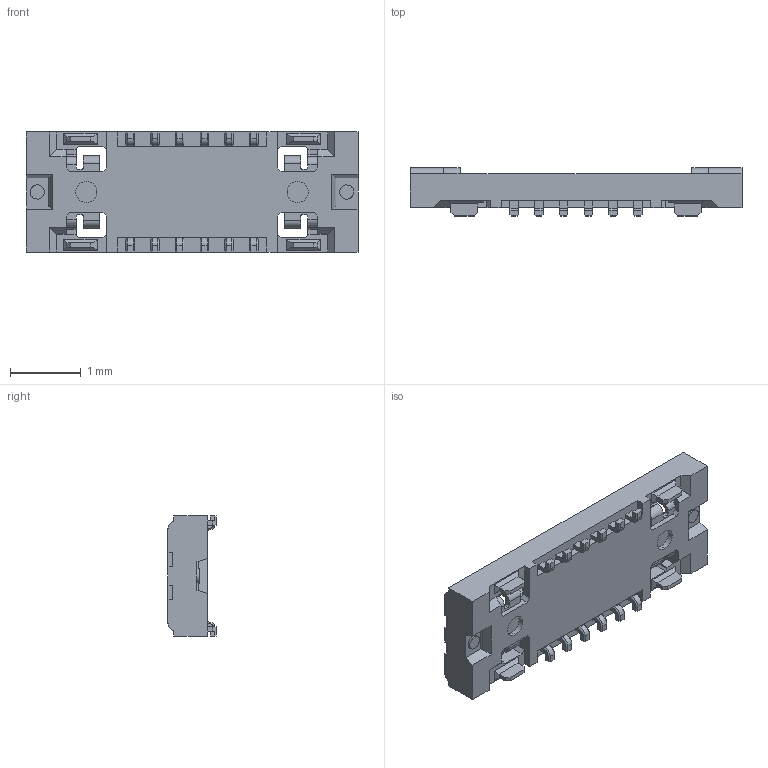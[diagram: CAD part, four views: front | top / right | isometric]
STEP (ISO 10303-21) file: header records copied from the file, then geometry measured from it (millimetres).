
FILE_DESCRIPTION (( 'STEP AP214' ), '1' );
FILE_NAME ('103R012BB100.STEP', '2023-05-09T11:00:20', ( '' ), ( '' ), 'SwSTEP 2.0', 'SolidWorks 2021', '' );
FILE_SCHEMA (( 'AUTOMOTIVE_DESIGN' ));
Length unit declared in the file: millimetre
Products named in the file (2): 103R012BB100; 103R-xxxx_103R012BB100
Assembly tree (1 placements, depth 2):
  103R012BB100
    103R-xxxx_103R012BB100
Bounding box: 4.7 x 0.68 x 1.7 mm (x, y, z)
Volume: 2.7 mm3; surface area: 37.7 mm2
Topology: 43 solids, 43 shells, 1049 faces, 2752 edges, 1788 vertices
Faces by surface type: plane 611, cylinder 270, bspline 96, cone 72
Entity records: 44306 total; most frequent: CARTESIAN_POINT 19137, ORIENTED_EDGE 5504, DIRECTION 4446, EDGE_CURVE 2752, VERTEX_POINT 1788, VECTOR 1772, LINE 1772, AXIS2_PLACEMENT_3D 1337
